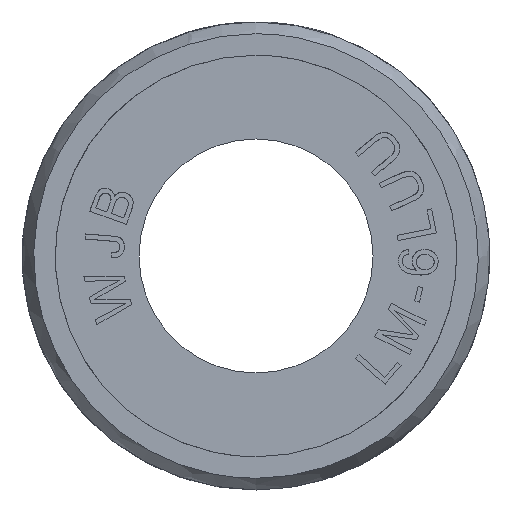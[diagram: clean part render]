
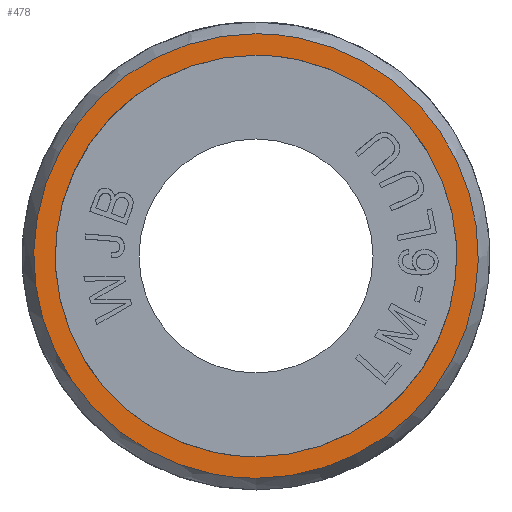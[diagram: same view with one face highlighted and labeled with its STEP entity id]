
A CAD part, left-side view. The second image highlights one B-rep face of the part: STEP entity #478.
In plain terms, the highlighted planar face has unit normal (-1, 0, 0).
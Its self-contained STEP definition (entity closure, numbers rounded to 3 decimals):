
#478=ADVANCED_FACE('',(#1007,#1008),#758,.T.);
#758=PLANE('',#5233);
#1007=FACE_BOUND('',#1088,.T.);
#1008=FACE_BOUND('',#1089,.T.);
#1088=EDGE_LOOP('',(#1984,#1985));
#1089=EDGE_LOOP('',(#1986,#1987));
#1463=B_SPLINE_CURVE_WITH_KNOTS('',3,(#7742,#7743,#7744,#7745,#7746,#7747,
#7748,#7749,#7750,#7751),.UNSPECIFIED.,.F.,.F.,(4,2,2,2,4),(0.,0.25,0.5,
0.75,1.),.UNSPECIFIED.);
#1464=B_SPLINE_CURVE_WITH_KNOTS('',3,(#7754,#7755,#7756,#7757,#7758,#7759,
#7760,#7761,#7762,#7763),.UNSPECIFIED.,.F.,.F.,(4,2,2,2,4),(0.,0.25,0.5,
0.75,1.),.UNSPECIFIED.);
#1467=B_SPLINE_CURVE_WITH_KNOTS('',3,(#7814,#7815,#7816,#7817,#7818,#7819,
#7820,#7821,#7822,#7823),.UNSPECIFIED.,.F.,.F.,(4,2,2,2,4),(0.,0.25,0.5,
0.75,1.),.UNSPECIFIED.);
#1468=B_SPLINE_CURVE_WITH_KNOTS('',3,(#7826,#7827,#7828,#7829,#7830,#7831,
#7832,#7833,#7834,#7835),.UNSPECIFIED.,.F.,.F.,(4,2,2,2,4),(0.,0.25,0.5,
0.75,1.),.UNSPECIFIED.);
#1984=ORIENTED_EDGE('',*,*,#3892,.F.);
#1985=ORIENTED_EDGE('',*,*,#3893,.F.);
#1986=ORIENTED_EDGE('',*,*,#3888,.T.);
#1987=ORIENTED_EDGE('',*,*,#3889,.T.);
#3402=VERTEX_POINT('',#7752);
#3403=VERTEX_POINT('',#7753);
#3406=VERTEX_POINT('',#7824);
#3407=VERTEX_POINT('',#7825);
#3888=EDGE_CURVE('',#3402,#3403,#1463,.T.);
#3889=EDGE_CURVE('',#3403,#3402,#1464,.T.);
#3892=EDGE_CURVE('',#3406,#3407,#1467,.T.);
#3893=EDGE_CURVE('',#3407,#3406,#1468,.T.);
#5233=AXIS2_PLACEMENT_3D('',#7836,#5623,#5624);
#5623=DIRECTION('',(-1.,0.,0.));
#5624=DIRECTION('',(0.,0.,1.));
#7742=CARTESIAN_POINT('',(0.,0.,5.7));
#7743=CARTESIAN_POINT('',(0.,1.498,5.7));
#7744=CARTESIAN_POINT('',(0.,2.973,5.088));
#7745=CARTESIAN_POINT('',(0.,5.088,2.973));
#7746=CARTESIAN_POINT('',(0.,5.7,1.496));
#7747=CARTESIAN_POINT('',(0.,5.7,-1.496));
#7748=CARTESIAN_POINT('',(0.,5.088,-2.973));
#7749=CARTESIAN_POINT('',(0.,2.973,-5.088));
#7750=CARTESIAN_POINT('',(0.,1.499,-5.7));
#7751=CARTESIAN_POINT('',(0.,0.,
-5.7));
#7752=CARTESIAN_POINT('',(0.,0.,5.7));
#7753=CARTESIAN_POINT('',(0.,0.,-5.7));
#7754=CARTESIAN_POINT('',(0.,0.,-5.7));
#7755=CARTESIAN_POINT('',(0.,-1.498,-5.7));
#7756=CARTESIAN_POINT('',(0.,-2.973,-5.088));
#7757=CARTESIAN_POINT('',(0.,-5.088,-2.973));
#7758=CARTESIAN_POINT('',(0.,-5.7,-1.496));
#7759=CARTESIAN_POINT('',(0.,-5.7,1.496));
#7760=CARTESIAN_POINT('',(0.,-5.088,2.973));
#7761=CARTESIAN_POINT('',(0.,-2.973,5.088));
#7762=CARTESIAN_POINT('',(0.,-1.499,5.7));
#7763=CARTESIAN_POINT('',(0.,0.,5.7));
#7814=CARTESIAN_POINT('',(0.,0.,5.15));
#7815=CARTESIAN_POINT('',(0.,1.348,5.15));
#7816=CARTESIAN_POINT('',(0.,2.688,4.595));
#7817=CARTESIAN_POINT('',(0.,4.595,2.688));
#7818=CARTESIAN_POINT('',(0.,5.15,1.348));
#7819=CARTESIAN_POINT('',(0.,5.15,-1.348));
#7820=CARTESIAN_POINT('',(0.,4.595,-2.688));
#7821=CARTESIAN_POINT('',(0.,2.688,-4.595));
#7822=CARTESIAN_POINT('',(0.,1.348,-5.15));
#7823=CARTESIAN_POINT('',(0.,0.,
-5.15));
#7824=CARTESIAN_POINT('',(0.,0.,
5.15));
#7825=CARTESIAN_POINT('',(0.,0.,
-5.15));
#7826=CARTESIAN_POINT('',(0.,0.,
-5.15));
#7827=CARTESIAN_POINT('',(0.,-1.348,-5.15));
#7828=CARTESIAN_POINT('',(0.,-2.688,-4.595));
#7829=CARTESIAN_POINT('',(0.,-4.595,-2.688));
#7830=CARTESIAN_POINT('',(0.,-5.15,-1.348));
#7831=CARTESIAN_POINT('',(0.,-5.15,1.348));
#7832=CARTESIAN_POINT('',(0.,-4.595,2.688));
#7833=CARTESIAN_POINT('',(0.,-2.688,4.595));
#7834=CARTESIAN_POINT('',(0.,-1.348,5.15));
#7835=CARTESIAN_POINT('',(0.,0.,5.15));
#7836=CARTESIAN_POINT('',(0.,-5.815,-5.7));
